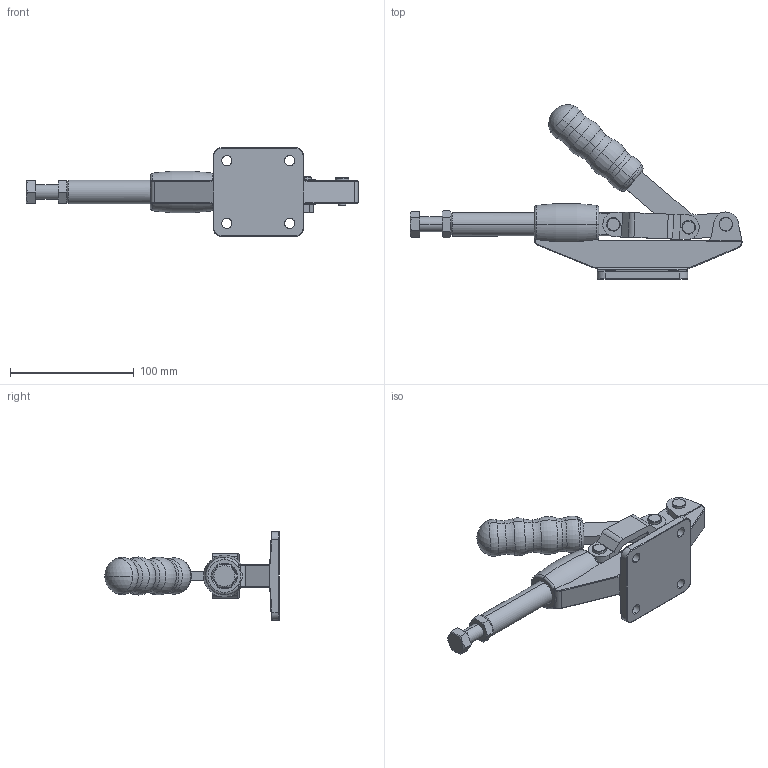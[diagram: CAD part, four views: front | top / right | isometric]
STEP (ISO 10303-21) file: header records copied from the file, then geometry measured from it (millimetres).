
FILE_DESCRIPTION (( 'STEP AP214' ), '1' );
FILE_NAME ('GH-304-HM(Â²¤Æ)-1.STEP', '2020-06-08T07:19:18', ( 'LinWei' ), ( '' ), 'SwSTEP 2.0', 'SolidWorks 2016', '' );
FILE_SCHEMA (( 'AUTOMOTIVE_DESIGN' ));
Length unit declared in the file: millimetre
Products named in the file (6): Group5^GH-304-HM(簡化)-1; Group8^GH-304-HM(簡化)-1; 2304HM13-1^GH-304-HM(簡化)-1; GH-304-HM(簡化)-1; Group1^GH-304-HM; Group9^GH-304-HM(簡化)-1
Assembly tree (5 placements, depth 2):
  GH-304-HM(簡化)-1
    2304HM13-1^GH-304-HM(簡化)-1
    Group8^GH-304-HM(簡化)-1
    Group5^GH-304-HM(簡化)-1
    Group9^GH-304-HM(簡化)-1
    Group1^GH-304-HM
Bounding box: 268.52 x 141.15 x 71.4 mm (x, y, z)
Volume: 251037.4 mm3; surface area: 70046.1 mm2
Topology: 6 solids, 6 shells, 334 faces, 811 edges, 504 vertices
Faces by surface type: plane 115, cylinder 106, cone 55, torus 46, bspline 10, sphere 2
Entity records: 11813 total; most frequent: CARTESIAN_POINT 2696, DIRECTION 1660, ORIENTED_EDGE 1622, EDGE_CURVE 811, AXIS2_PLACEMENT_3D 674, VERTEX_POINT 504, EDGE_LOOP 371, CIRCLE 342
